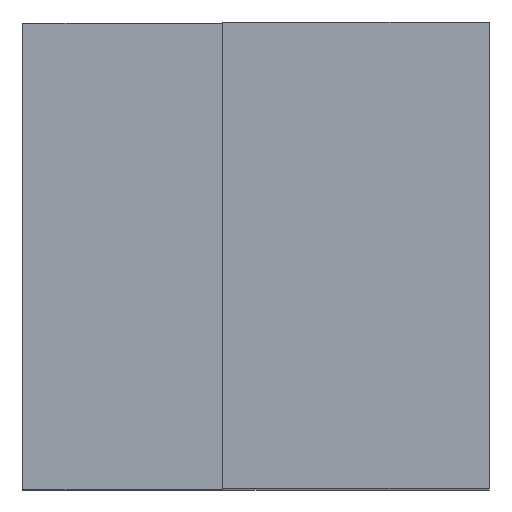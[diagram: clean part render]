
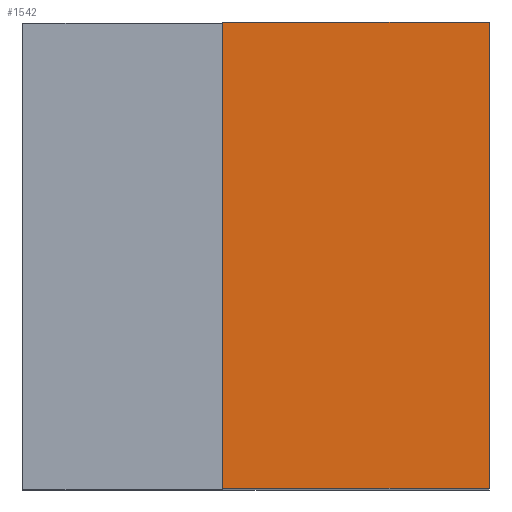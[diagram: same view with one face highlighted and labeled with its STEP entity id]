
A CAD part, top view. The second image highlights one B-rep face of the part: STEP entity #1542.
In plain terms, the highlighted planar face has unit normal (0, 0, 1).
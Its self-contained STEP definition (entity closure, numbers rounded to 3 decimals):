
#416=ORIENTED_EDGE('',*,*,#632,.F.);
#417=ORIENTED_EDGE('',*,*,#631,.T.);
#418=ORIENTED_EDGE('',*,*,#620,.T.);
#419=ORIENTED_EDGE('',*,*,#612,.T.);
#612=EDGE_CURVE('',#743,#741,#938,.T.);
#620=EDGE_CURVE('',#749,#743,#946,.T.);
#631=EDGE_CURVE('',#756,#749,#953,.T.);
#632=EDGE_CURVE('',#756,#741,#954,.T.);
#741=VERTEX_POINT('',#2419);
#743=VERTEX_POINT('',#2422);
#749=VERTEX_POINT('',#2438);
#756=VERTEX_POINT('',#2458);
#938=LINE('',#2421,#1136);
#946=LINE('',#2437,#1144);
#953=LINE('',#2460,#1151);
#954=LINE('',#2462,#1152);
#1136=VECTOR('',#2002,1000.);
#1144=VECTOR('',#2014,1000.);
#1151=VECTOR('',#2037,1000.);
#1152=VECTOR('',#2040,1000.);
#1253=EDGE_LOOP('',(#416,#417,#418,#419));
#1359=FACE_BOUND('',#1253,.T.);
#1451=PLANE('',#1651);
#1542=ADVANCED_FACE('',(#1359),#1451,.T.);
#1651=AXIS2_PLACEMENT_3D('',#2461,#2038,#2039);
#2002=DIRECTION('',(-1.,0.,0.));
#2014=DIRECTION('',(0.,1.,0.));
#2037=DIRECTION('',(1.,0.,0.));
#2038=DIRECTION('',(0.,0.,1.));
#2039=DIRECTION('',(1.,0.,0.));
#2040=DIRECTION('',(0.,1.,0.));
#2419=CARTESIAN_POINT('',(-0.5,3.5,14.));
#2421=CARTESIAN_POINT('',(3.5,3.5,14.));
#2422=CARTESIAN_POINT('',(3.5,3.5,14.));
#2437=CARTESIAN_POINT('',(3.5,-3.5,14.));
#2438=CARTESIAN_POINT('',(3.5,-3.5,14.));
#2458=CARTESIAN_POINT('',(-0.5,-3.5,14.));
#2460=CARTESIAN_POINT('',(-3.5,-3.5,14.));
#2461=CARTESIAN_POINT('',(-3.5,-3.5,14.));
#2462=CARTESIAN_POINT('',(-0.5,-3.5,14.));
